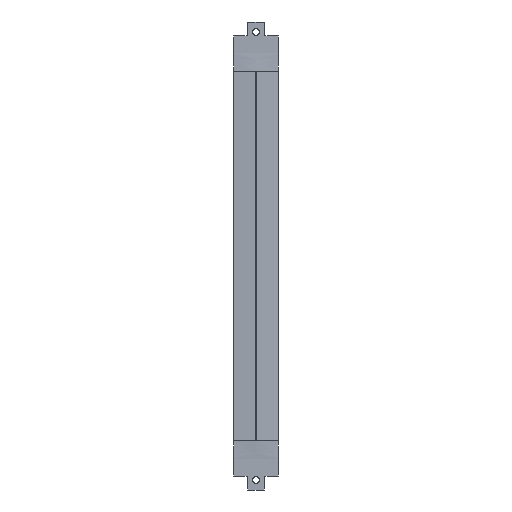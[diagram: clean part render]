
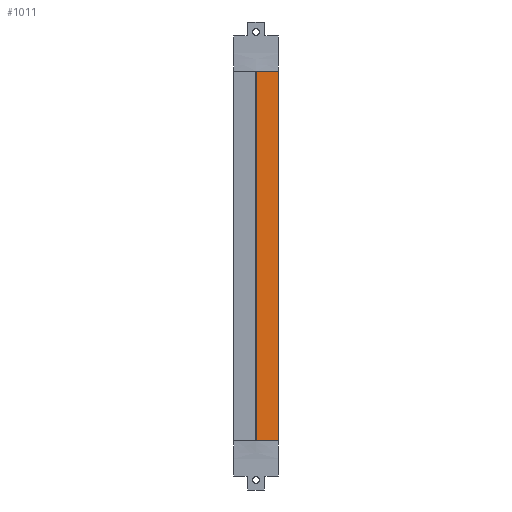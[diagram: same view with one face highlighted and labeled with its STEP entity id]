
A CAD part, front view. The second image highlights one B-rep face of the part: STEP entity #1011.
In plain terms, the highlighted planar face has unit normal (0.05, -0.999, 0).
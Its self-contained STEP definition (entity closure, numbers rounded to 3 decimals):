
#11 = CARTESIAN_POINT ( 'NONE',  ( 20., 0., 165. ) ) ;
#29 = VECTOR ( 'NONE', #402, 1000. ) ;
#73 = CARTESIAN_POINT ( 'NONE',  ( 0.176, -0.996, -165. ) ) ;
#105 = AXIS2_PLACEMENT_3D ( 'NONE', #761, #742, #725 ) ;
#149 = VERTEX_POINT ( 'NONE', #73 ) ;
#157 = DIRECTION ( 'NONE',  ( 0., 0., -1. ) ) ;
#180 = ORIENTED_EDGE ( 'NONE', *, *, #1263, .T. ) ;
#199 = CARTESIAN_POINT ( 'NONE',  ( 20., 0., 165. ) ) ;
#211 = CARTESIAN_POINT ( 'NONE',  ( 0.176, -0.996, 165. ) ) ;
#241 = VERTEX_POINT ( 'NONE', #211 ) ;
#263 = VERTEX_POINT ( 'NONE', #199 ) ;
#371 = ORIENTED_EDGE ( 'NONE', *, *, #1204, .F. ) ;
#402 = DIRECTION ( 'NONE',  ( 0., 0., -1. ) ) ;
#414 = VECTOR ( 'NONE', #434, 1000. ) ;
#421 = CARTESIAN_POINT ( 'NONE',  ( 0.176, -0.996, 165. ) ) ;
#428 = CARTESIAN_POINT ( 'NONE',  ( 0.05, -1.002, 165. ) ) ;
#434 = DIRECTION ( 'NONE',  ( -0.999, -0.05, 0. ) ) ;
#449 = CARTESIAN_POINT ( 'NONE',  ( 20., 0., -165. ) ) ;
#463 = EDGE_LOOP ( 'NONE', ( #180, #371, #602, #855 ) ) ;
#562 = FACE_OUTER_BOUND ( 'NONE', #463, .T. ) ;
#602 = ORIENTED_EDGE ( 'NONE', *, *, #1178, .F. ) ;
#650 = VECTOR ( 'NONE', #157, 1000. ) ;
#653 = LINE ( 'NONE', #428, #414 ) ;
#675 = LINE ( 'NONE', #11, #650 ) ;
#693 = LINE ( 'NONE', #905, #719 ) ;
#719 = VECTOR ( 'NONE', #1200, 1000. ) ;
#725 = DIRECTION ( 'NONE',  ( 0.999, 0.05, 0. ) ) ;
#742 = DIRECTION ( 'NONE',  ( 0.05, -0.999, 0. ) ) ;
#761 = CARTESIAN_POINT ( 'NONE',  ( 0.05, -1.002, 165. ) ) ;
#763 = PLANE ( 'NONE',  #105 ) ;
#855 = ORIENTED_EDGE ( 'NONE', *, *, #1343, .T. ) ;
#899 = LINE ( 'NONE', #421, #29 ) ;
#905 = CARTESIAN_POINT ( 'NONE',  ( 0.05, -1.002, -165. ) ) ;
#1011 = ADVANCED_FACE ( 'NONE', ( #562 ), #763, .T. ) ;
#1178 = EDGE_CURVE ( 'NONE', #263, #1328, #675, .T. ) ;
#1200 = DIRECTION ( 'NONE',  ( -0.999, -0.05, 0. ) ) ;
#1204 = EDGE_CURVE ( 'NONE', #1328, #149, #693, .T. ) ;
#1263 = EDGE_CURVE ( 'NONE', #241, #149, #899, .T. ) ;
#1328 = VERTEX_POINT ( 'NONE', #449 ) ;
#1343 = EDGE_CURVE ( 'NONE', #263, #241, #653, .T. ) ;
